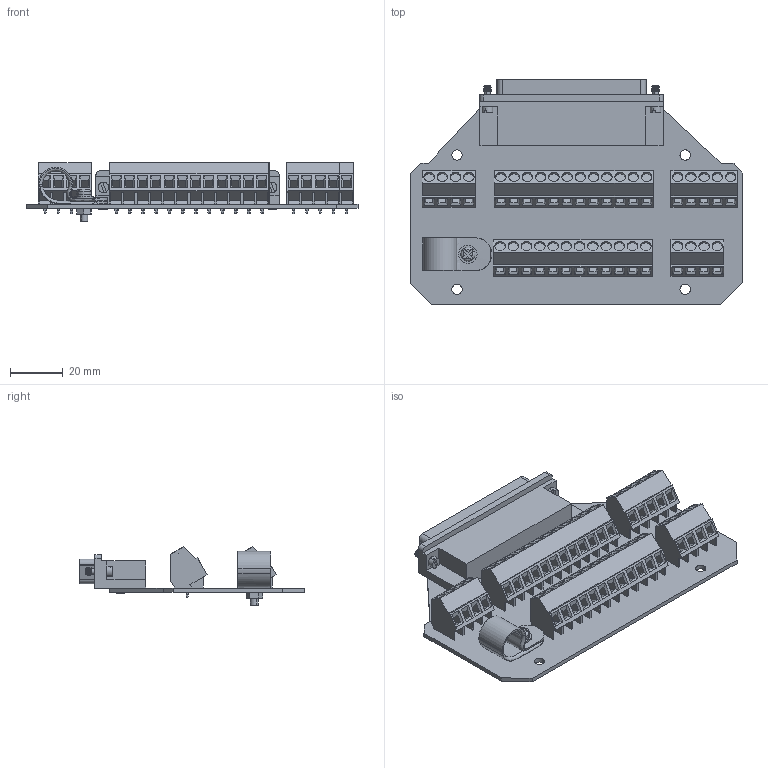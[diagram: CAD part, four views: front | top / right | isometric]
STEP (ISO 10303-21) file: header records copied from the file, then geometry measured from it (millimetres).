
FILE_DESCRIPTION (( 'STEP AP203' ), '1' );
FILE_NAME ('DB-37.STEP', '2025-04-09T09:57:00', ( 'Lily' ), ( '' ), 'SwSTEP 2.0', 'SolidWorks 2020', '' );
FILE_SCHEMA (( 'CONFIG_CONTROL_DESIGN' ));
Length unit declared in the file: millimetre
Products named in the file (10): M3-10L 華司; 5mm 4P EK500A_60D; 5mm 5P EK500A_60D; DB-37; M3 螺帽; 線材固定扣; DB-37 Rev1.0; D-SUB-37pin-M19.2-screw; 5mm 12P EK500A_60D; D-SUB-37pin-M 19.2
Assembly tree (12 placements, depth 2):
  DB-37
    DB-37 Rev1.0
    D-SUB-37pin-M 19.2
    5mm 12P EK500A_60D  x2
    5mm 5P EK500A_60D
    5mm 4P EK500A_60D  x2
    線材固定扣
    M3-10L 華司
    M3 螺帽
    D-SUB-37pin-M19.2-screw  x2
Bounding box: 125.3 x 85.2 x 21.93 mm (x, y, z)
Volume: 51981 mm3; surface area: 42208.7 mm2
Topology: 14 solids, 14 shells, 1326 faces, 3238 edges, 2021 vertices
Faces by surface type: plane 995, cylinder 230, sphere 74, bspline 15, torus 6, cone 6
Entity records: 28213 total; most frequent: CARTESIAN_POINT 6871, DIRECTION 4144, ORIENTED_EDGE 4084, EDGE_CURVE 2042, LINE 1520, VECTOR 1520, AXIS2_PLACEMENT_3D 1312, VERTEX_POINT 1291
